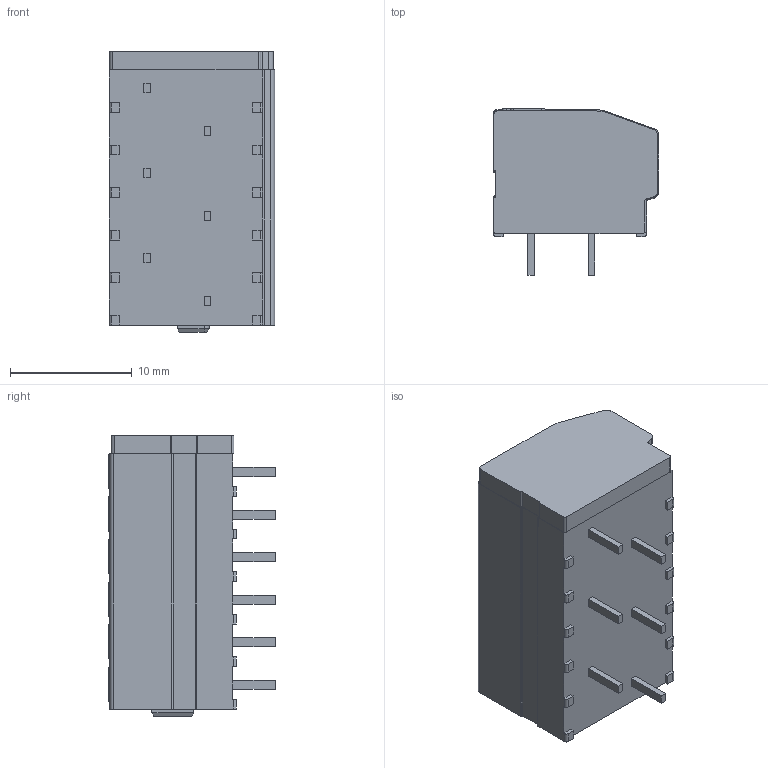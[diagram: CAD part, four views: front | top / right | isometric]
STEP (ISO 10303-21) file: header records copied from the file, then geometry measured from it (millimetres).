
FILE_DESCRIPTION(/* description */ ('STEP AP214'),/* implementation_level */ '2;1');
FILE_NAME(/* name */ '805-106',/* time_stamp */ '2025-01-06T13:43:24+01:00',/* author */ ('License CC BY-ND 4.0'),/* organization */ ('CADENAS'),/* preprocessor_version */ 'ST-DEVELOPER v19.3',/* originating_system */ 'PARTsolutions',/* authorisation */ ' ');
FILE_SCHEMA (('AUTOMOTIVE_DESIGN {1 0 10303 214 3 1 1}'));
Length unit declared in the file: millimetre
Products named in the file (1): 805-106
Bounding box: 13.6 x 13.7 x 23.1 mm (x, y, z)
Volume: 2773.9 mm3; surface area: 1877.9 mm2
Topology: 1 solids, 1 shells, 488 faces, 1303 edges, 846 vertices
Faces by surface type: plane 328, cylinder 139, cone 21
Full cylindrical faces by diameter (mm): 2.1 x6
Entity records: 18467 total; most frequent: CARTESIAN_POINT 2632, ORIENTED_EDGE 2582, DIRECTION 2568, EDGE_CURVE 1291, LINE 988, VECTOR 988, VERTEX_POINT 846, AXIS2_PLACEMENT_3D 790
